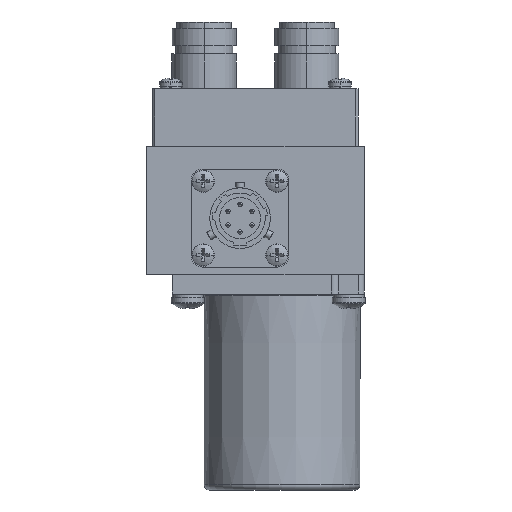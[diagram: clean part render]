
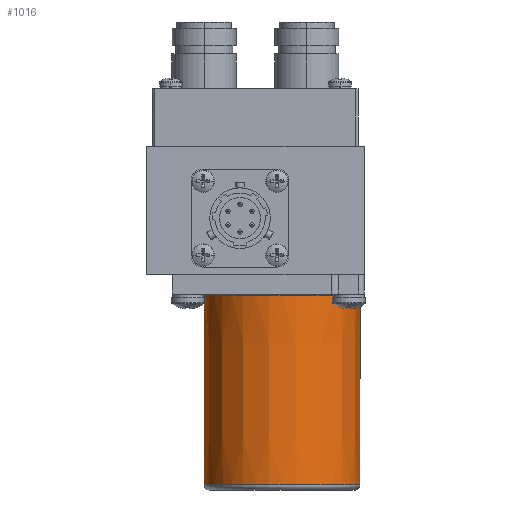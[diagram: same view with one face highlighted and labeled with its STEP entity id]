
A CAD part, front view. The second image highlights one B-rep face of the part: STEP entity #1016.
In plain terms, the highlighted conical face has half-angle 0.05 degrees and reference radius 19.304 mm.
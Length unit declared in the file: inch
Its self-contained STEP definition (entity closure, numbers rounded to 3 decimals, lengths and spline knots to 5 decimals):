
#24 = EDGE_CURVE ( 'NONE', #8669, #9911, #8409, .T. ) ;
#94 = ORIENTED_EDGE ( 'NONE', *, *, #4286, .T. ) ;
#1004 = CARTESIAN_POINT ( 'NONE',  ( 0.39433, -0.12804, -1.37223 ) ) ;
#1016 = ADVANCED_FACE ( 'NONE', ( #12574 ), #1291, .T. ) ;
#1291 = CONICAL_SURFACE ( 'NONE', #4967, 0.76, 0.001 ) ;
#1477 = LINE ( 'NONE', #5870, #3344 ) ;
#1491 = AXIS2_PLACEMENT_3D ( 'NONE', #12125, #4271, #7198 ) ;
#1764 = CARTESIAN_POINT ( 'NONE',  ( -0.36405, -0.12804, -3.23238 ) ) ;
#1845 = CARTESIAN_POINT ( 'NONE',  ( 1.15433, -0.12804, -1.37223 ) ) ;
#1984 = DIRECTION ( 'NONE',  ( 1., 0., 0. ) ) ;
#2087 = AXIS2_PLACEMENT_3D ( 'NONE', #5565, #5519, #5653 ) ;
#2911 = DIRECTION ( 'NONE',  ( -0.001, 0., 1. ) ) ;
#3344 = VECTOR ( 'NONE', #2911, 39.37008 ) ;
#4067 = EDGE_CURVE ( 'NONE', #8669, #10516, #1477, .T. ) ;
#4271 = DIRECTION ( 'NONE',  ( 0., 0., 1. ) ) ;
#4286 = EDGE_CURVE ( 'NONE', #9911, #9400, #8573, .T. ) ;
#4877 = DIRECTION ( 'NONE',  ( 0., 0., 1. ) ) ;
#4967 = AXIS2_PLACEMENT_3D ( 'NONE', #1004, #4877, #1984 ) ;
#5519 = DIRECTION ( 'NONE',  ( 0., 0., -1. ) ) ;
#5565 = CARTESIAN_POINT ( 'NONE',  ( 0.39433, -0.12804, -1.38222 ) ) ;
#5653 = DIRECTION ( 'NONE',  ( 1., 0., 0. ) ) ;
#5786 = EDGE_LOOP ( 'NONE', ( #6394, #6462, #94, #6808 ) ) ;
#5870 = CARTESIAN_POINT ( 'NONE',  ( -0.36567, -0.12804, -1.37223 ) ) ;
#6394 = ORIENTED_EDGE ( 'NONE', *, *, #4067, .F. ) ;
#6462 = ORIENTED_EDGE ( 'NONE', *, *, #24, .T. ) ;
#6600 = CARTESIAN_POINT ( 'NONE',  ( -0.36566, -0.12804, -1.38222 ) ) ;
#6808 = ORIENTED_EDGE ( 'NONE', *, *, #6823, .T. ) ;
#6823 = EDGE_CURVE ( 'NONE', #9400, #10516, #7641, .T. ) ;
#7198 = DIRECTION ( 'NONE',  ( 1., 0., 0. ) ) ;
#7238 = CARTESIAN_POINT ( 'NONE',  ( 1.15432, -0.12804, -1.38222 ) ) ;
#7641 = CIRCLE ( 'NONE', #2087, 0.75999 ) ;
#8409 = CIRCLE ( 'NONE', #1491, 0.75838 ) ;
#8499 = CARTESIAN_POINT ( 'NONE',  ( 1.1527, -0.12804, -3.23238 ) ) ;
#8573 = LINE ( 'NONE', #1845, #9811 ) ;
#8669 = VERTEX_POINT ( 'NONE', #1764 ) ;
#9400 = VERTEX_POINT ( 'NONE', #7238 ) ;
#9811 = VECTOR ( 'NONE', #12740, 39.37008 ) ;
#9911 = VERTEX_POINT ( 'NONE', #8499 ) ;
#10516 = VERTEX_POINT ( 'NONE', #6600 ) ;
#12125 = CARTESIAN_POINT ( 'NONE',  ( 0.39433, -0.12804, -3.23238 ) ) ;
#12574 = FACE_OUTER_BOUND ( 'NONE', #5786, .T. ) ;
#12740 = DIRECTION ( 'NONE',  ( 0.001, 0., 1. ) ) ;
